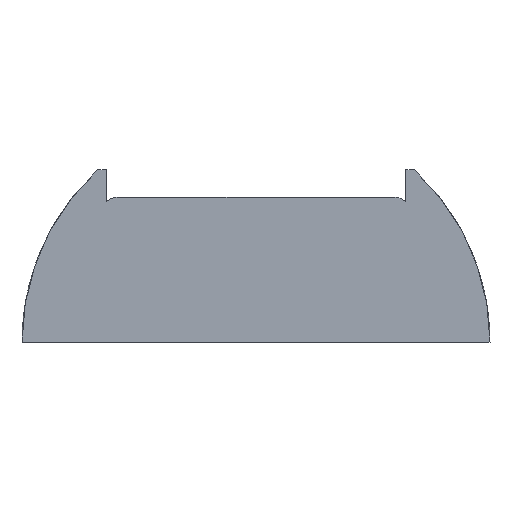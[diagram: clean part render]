
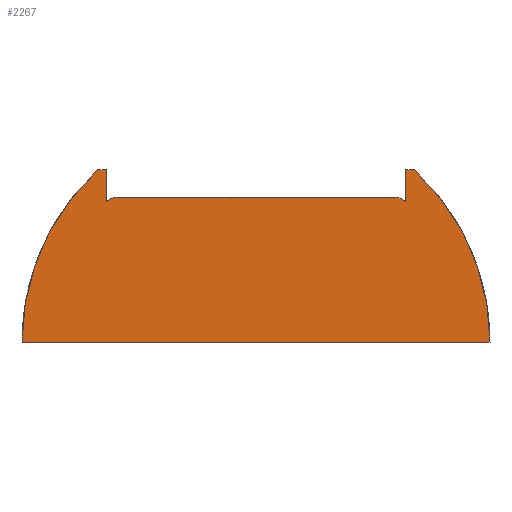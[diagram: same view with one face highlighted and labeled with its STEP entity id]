
A CAD part, front view. The second image highlights one B-rep face of the part: STEP entity #2267.
In plain terms, the highlighted planar face has unit normal (0, -1, 0).
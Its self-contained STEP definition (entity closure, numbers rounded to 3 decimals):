
#238=FACE_OUTER_BOUND('',#371,.T.);
#371=EDGE_LOOP('',(#2076,#2077,#2078,#2079,#2080,#2081,#2082,#2083,#2084,
#2085));
#422=LINE('',#3380,#608);
#545=LINE('',#4088,#731);
#550=LINE('',#4098,#736);
#552=LINE('',#4105,#738);
#554=LINE('',#4109,#740);
#557=LINE('',#4128,#743);
#608=VECTOR('',#2682,10.);
#731=VECTOR('',#3141,10.);
#736=VECTOR('',#3152,10.);
#738=VECTOR('',#3160,10.);
#740=VECTOR('',#3164,10.);
#743=VECTOR('',#3175,10.);
#864=CIRCLE('',#2507,25.825);
#865=CIRCLE('',#2510,25.825);
#871=CIRCLE('',#2525,2.);
#872=CIRCLE('',#2527,2.);
#935=VERTEX_POINT('',#3377);
#936=VERTEX_POINT('',#3379);
#1082=VERTEX_POINT('',#4086);
#1083=VERTEX_POINT('',#4087);
#1084=VERTEX_POINT('',#4092);
#1085=VERTEX_POINT('',#4096);
#1086=VERTEX_POINT('',#4100);
#1087=VERTEX_POINT('',#4104);
#1088=VERTEX_POINT('',#4108);
#1090=VERTEX_POINT('',#4127);
#1169=EDGE_CURVE('',#936,#935,#422,.T.);
#1401=EDGE_CURVE('',#1082,#1083,#545,.T.);
#1404=EDGE_CURVE('',#1084,#1082,#864,.T.);
#1407=EDGE_CURVE('',#1084,#1085,#550,.T.);
#1408=EDGE_CURVE('',#1086,#1085,#865,.T.);
#1410=EDGE_CURVE('',#1087,#1086,#552,.T.);
#1412=EDGE_CURVE('',#1088,#1083,#554,.T.);
#1417=EDGE_CURVE('',#1090,#1087,#557,.T.);
#1424=EDGE_CURVE('',#936,#1088,#871,.T.);
#1425=EDGE_CURVE('',#1090,#935,#872,.T.);
#2076=ORIENTED_EDGE('',*,*,#1412,.F.);
#2077=ORIENTED_EDGE('',*,*,#1424,.F.);
#2078=ORIENTED_EDGE('',*,*,#1169,.T.);
#2079=ORIENTED_EDGE('',*,*,#1425,.F.);
#2080=ORIENTED_EDGE('',*,*,#1417,.T.);
#2081=ORIENTED_EDGE('',*,*,#1410,.T.);
#2082=ORIENTED_EDGE('',*,*,#1408,.T.);
#2083=ORIENTED_EDGE('',*,*,#1407,.F.);
#2084=ORIENTED_EDGE('',*,*,#1404,.T.);
#2085=ORIENTED_EDGE('',*,*,#1401,.T.);
#2147=PLANE('',#2526);
#2267=ADVANCED_FACE('',(#238),#2147,.T.);
#2507=AXIS2_PLACEMENT_3D('',#4093,#3146,#3147);
#2510=AXIS2_PLACEMENT_3D('',#4101,#3155,#3156);
#2525=AXIS2_PLACEMENT_3D('',#4139,#3194,#3195);
#2526=AXIS2_PLACEMENT_3D('',#4140,#3196,#3197);
#2527=AXIS2_PLACEMENT_3D('',#4141,#3198,#3199);
#2682=DIRECTION('',(-1.,0.,0.));
#3141=DIRECTION('',(-1.,0.,0.));
#3146=DIRECTION('center_axis',(0.,-1.,0.));
#3147=DIRECTION('ref_axis',(-1.,0.,0.));
#3152=DIRECTION('',(-1.,0.,0.));
#3155=DIRECTION('center_axis',(0.,-1.,0.));
#3156=DIRECTION('ref_axis',(-1.,0.,0.));
#3160=DIRECTION('',(-1.,0.,0.));
#3164=DIRECTION('',(0.,0.,1.));
#3175=DIRECTION('',(0.,0.,1.));
#3194=DIRECTION('center_axis',(0.,1.,0.));
#3195=DIRECTION('ref_axis',(0.568,0.,0.823));
#3196=DIRECTION('center_axis',(0.,-1.,0.));
#3197=DIRECTION('ref_axis',(0.,0.,
-1.));
#3198=DIRECTION('center_axis',(0.,1.,0.));
#3199=DIRECTION('ref_axis',(-0.565,0.,0.825));
#3377=CARTESIAN_POINT('',(-15.163,-19.801,38.783));
#3379=CARTESIAN_POINT('',(15.186,-19.801,38.783));
#3380=CARTESIAN_POINT('',(1.266,-19.801,38.783));
#4086=CARTESIAN_POINT('',(17.491,-19.801,41.783));
#4087=CARTESIAN_POINT('',(16.533,-19.801,41.783));
#4088=CARTESIAN_POINT('',(-3.75,-19.801,41.783));
#4092=CARTESIAN_POINT('',(25.825,-19.801,22.783));
#4093=CARTESIAN_POINT('Origin',(0.,-19.801,
22.783));
#4096=CARTESIAN_POINT('',(-25.825,-19.801,22.783));
#4098=CARTESIAN_POINT('',(-14.,-19.801,22.783));
#4100=CARTESIAN_POINT('',(-17.491,-19.801,41.783));
#4101=CARTESIAN_POINT('Origin',(0.,-19.801,
22.783));
#4104=CARTESIAN_POINT('',(-16.5,-19.801,41.783));
#4105=CARTESIAN_POINT('',(-15.745,-19.801,41.783));
#4108=CARTESIAN_POINT('',(16.533,-19.801,38.262));
#4109=CARTESIAN_POINT('',(16.533,-19.801,41.783));
#4127=CARTESIAN_POINT('',(-16.5,-19.801,38.271));
#4128=CARTESIAN_POINT('',(-16.5,-19.801,40.283));
#4139=CARTESIAN_POINT('Origin',(15.186,-19.801,36.783));
#4140=CARTESIAN_POINT('Origin',(-14.,-19.801,41.783));
#4141=CARTESIAN_POINT('Origin',(-15.163,-19.801,36.783));
